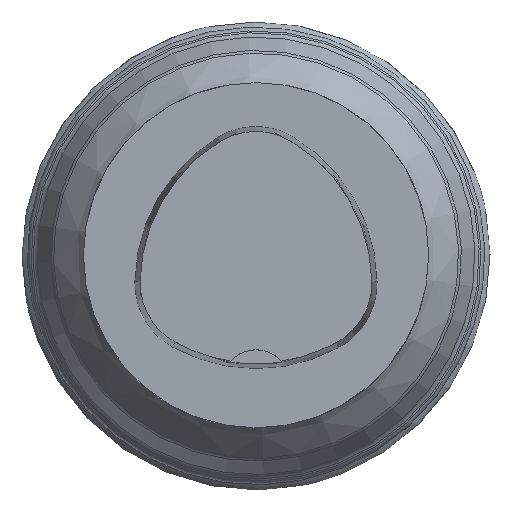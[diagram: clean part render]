
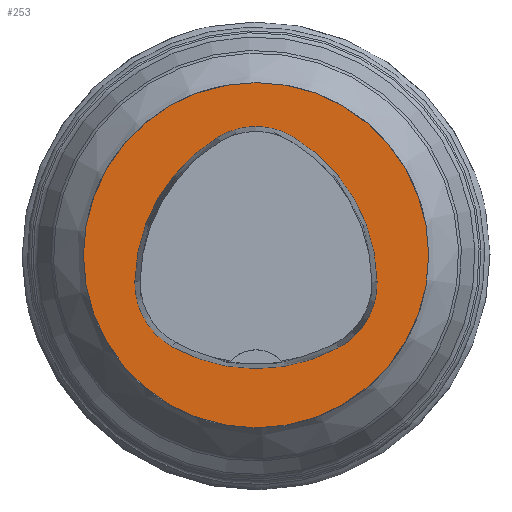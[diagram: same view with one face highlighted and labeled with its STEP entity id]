
A CAD part, top view. The second image highlights one B-rep face of the part: STEP entity #253.
In plain terms, the highlighted planar face has unit normal (0, 0, 1).
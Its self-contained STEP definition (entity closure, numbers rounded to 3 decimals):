
#217=FACE_BOUND('',#355,.T.);
#218=FACE_BOUND('',#356,.T.);
#253=ADVANCED_FACE('',(#217,#218),#273,.T.);
#273=PLANE('',#833);
#355=EDGE_LOOP('',(#452,#453,#454,#455,#456,#457));
#356=EDGE_LOOP('',(#458));
#452=ORIENTED_EDGE('',*,*,#609,.T.);
#453=ORIENTED_EDGE('',*,*,#589,.T.);
#454=ORIENTED_EDGE('',*,*,#593,.T.);
#455=ORIENTED_EDGE('',*,*,#596,.T.);
#456=ORIENTED_EDGE('',*,*,#599,.T.);
#457=ORIENTED_EDGE('',*,*,#607,.T.);
#458=ORIENTED_EDGE('',*,*,#612,.F.);
#535=VERTEX_POINT('',#1161);
#536=VERTEX_POINT('',#1162);
#539=VERTEX_POINT('',#1170);
#541=VERTEX_POINT('',#1176);
#543=VERTEX_POINT('',#1182);
#550=VERTEX_POINT('',#1203);
#551=VERTEX_POINT('',#1213);
#589=EDGE_CURVE('',#535,#536,#658,.T.);
#593=EDGE_CURVE('',#536,#539,#660,.T.);
#596=EDGE_CURVE('',#539,#541,#662,.T.);
#599=EDGE_CURVE('',#541,#543,#664,.T.);
#607=EDGE_CURVE('',#543,#550,#668,.T.);
#609=EDGE_CURVE('',#550,#535,#670,.T.);
#612=EDGE_CURVE('',#551,#551,#673,.T.);
#658=CIRCLE('',#810,20.);
#660=CIRCLE('',#813,8.5);
#662=CIRCLE('',#816,20.);
#664=CIRCLE('',#819,8.5);
#668=CIRCLE('',#824,20.);
#670=CIRCLE('',#827,8.5);
#673=CIRCLE('',#832,20.);
#810=AXIS2_PLACEMENT_3D('',#1160,#958,#959);
#813=AXIS2_PLACEMENT_3D('',#1169,#966,#967);
#816=AXIS2_PLACEMENT_3D('',#1175,#973,#974);
#819=AXIS2_PLACEMENT_3D('',#1181,#980,#981);
#824=AXIS2_PLACEMENT_3D('',#1204,#992,#993);
#827=AXIS2_PLACEMENT_3D('',#1207,#998,#999);
#832=AXIS2_PLACEMENT_3D('',#1212,#1008,#1009);
#833=AXIS2_PLACEMENT_3D('',#1214,#1010,#1011);
#958=DIRECTION('',(0.,0.,-1.));
#959=DIRECTION('',(-1.,0.,0.));
#966=DIRECTION('',(0.,0.,-1.));
#967=DIRECTION('',(-1.,0.,0.));
#973=DIRECTION('',(0.,0.,-1.));
#974=DIRECTION('',(-1.,0.,0.));
#980=DIRECTION('',(0.,0.,-1.));
#981=DIRECTION('',(-1.,0.,0.));
#992=DIRECTION('',(0.,0.,-1.));
#993=DIRECTION('',(-1.,0.,0.));
#998=DIRECTION('',(0.,0.,-1.));
#999=DIRECTION('',(-1.,0.,0.));
#1008=DIRECTION('',(0.,0.,-1.));
#1009=DIRECTION('',(-1.,0.,0.));
#1010=DIRECTION('',(0.,0.,1.));
#1011=DIRECTION('',(1.,0.,0.));
#1160=CARTESIAN_POINT('',(5.955,-3.414,0.));
#1161=CARTESIAN_POINT('',(-14.041,-3.042,0.));
#1162=CARTESIAN_POINT('',(-4.472,13.653,0.));
#1169=CARTESIAN_POINT('',(-0.04,6.4,0.));
#1170=CARTESIAN_POINT('',(4.347,13.68,0.));
#1175=CARTESIAN_POINT('',(-5.976,-3.45,0.));
#1176=CARTESIAN_POINT('',(14.021,-3.075,0.));
#1181=CARTESIAN_POINT('',(5.522,-3.235,0.));
#1182=CARTESIAN_POINT('',(9.588,-10.699,0.));
#1203=CARTESIAN_POINT('',(-9.655,-10.639,0.));
#1204=CARTESIAN_POINT('',(0.022,6.864,0.));
#1207=CARTESIAN_POINT('',(-5.543,-3.2,0.));
#1212=CARTESIAN_POINT('',(0.,0.,0.));
#1213=CARTESIAN_POINT('',(-20.,0.,0.));
#1214=CARTESIAN_POINT('',(0.,0.,0.));
